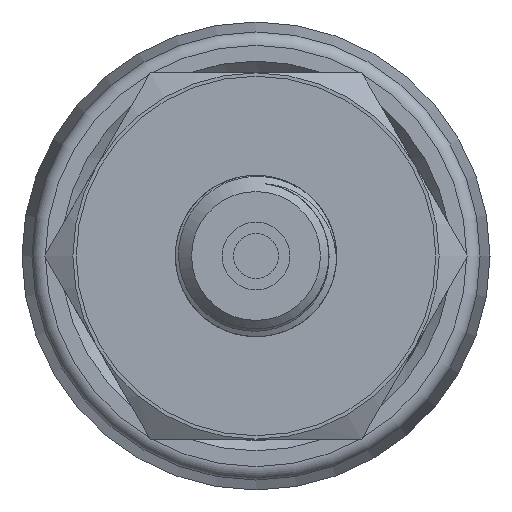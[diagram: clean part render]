
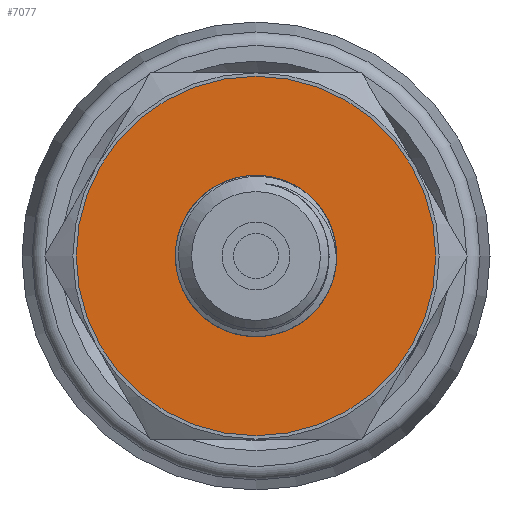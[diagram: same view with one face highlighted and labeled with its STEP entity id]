
A CAD part, left-side view. The second image highlights one B-rep face of the part: STEP entity #7077.
In plain terms, the highlighted planar face has unit normal (-1, 0, 0).
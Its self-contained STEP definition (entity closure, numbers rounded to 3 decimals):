
#110=PLANE('',#7391);
#404=FACE_BOUND('',#1197,.T.);
#783=FACE_OUTER_BOUND('',#1196,.T.);
#1196=EDGE_LOOP('',(#6431));
#1197=EDGE_LOOP('',(#6432));
#1346=CIRCLE('',#7374,13.25);
#1356=CIRCLE('',#7389,5.942);
#3329=VERTEX_POINT('',#23758);
#3338=VERTEX_POINT('',#24933);
#4367=EDGE_CURVE('',#3329,#3329,#1346,.T.);
#4383=EDGE_CURVE('',#3338,#3338,#1356,.T.);
#6431=ORIENTED_EDGE('',*,*,#4367,.T.);
#6432=ORIENTED_EDGE('',*,*,#4383,.T.);
#7077=ADVANCED_FACE('',(#783,#404),#110,.T.);
#7374=AXIS2_PLACEMENT_3D('',#23760,#8261,#8262);
#7389=AXIS2_PLACEMENT_3D('',#24934,#8293,#8294);
#7391=AXIS2_PLACEMENT_3D('',#25304,#8298,#8299);
#8261=DIRECTION('center_axis',(-1.,0.,0.));
#8262=DIRECTION('ref_axis',(0.,1.,0.));
#8293=DIRECTION('center_axis',(1.,0.,0.));
#8294=DIRECTION('ref_axis',(0.,1.,0.));
#8298=DIRECTION('center_axis',(-1.,0.,0.));
#8299=DIRECTION('ref_axis',(0.,0.,1.));
#23758=CARTESIAN_POINT('',(-47.,-13.25,0.));
#23760=CARTESIAN_POINT('Origin',(-47.,0.,0.));
#24933=CARTESIAN_POINT('',(-47.,-5.942,0.));
#24934=CARTESIAN_POINT('Origin',(-47.,0.,0.));
#25304=CARTESIAN_POINT('Origin',(-47.,13.5,0.));
